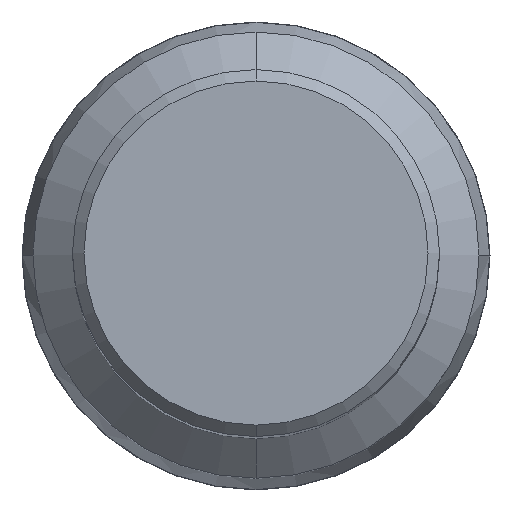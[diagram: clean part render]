
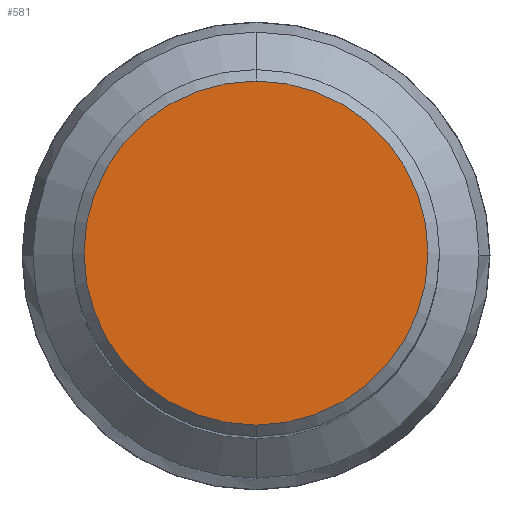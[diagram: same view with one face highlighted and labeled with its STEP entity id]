
A CAD part, top view. The second image highlights one B-rep face of the part: STEP entity #581.
In plain terms, the highlighted planar face has unit normal (0, 0, 1).
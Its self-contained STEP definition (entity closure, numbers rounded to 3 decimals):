
#279=EDGE_CURVE('',#355,#405,#774,.T.);
#355=VERTEX_POINT('',#858);
#405=VERTEX_POINT('',#912);
#581=ADVANCED_FACE('',(#1104),#1105,.T.);
#715=EDGE_CURVE('',#405,#355,#1253,.T.);
#774=CIRCLE('',#1312,15.0);
#858=CARTESIAN_POINT('',(0.,-15.0,0.0));
#912=CARTESIAN_POINT('',(0.0,15.0,0.0));
#1104=FACE_OUTER_BOUND('',#1932,.T.);
#1105=PLANE('',#1933);
#1253=CIRCLE('',#2189,15.0);
#1312=AXIS2_PLACEMENT_3D('',#2254,#2255,#2256);
#1932=EDGE_LOOP('',(#2662,#2663));
#1933=AXIS2_PLACEMENT_3D('',#2664,#2665,#2666);
#2189=AXIS2_PLACEMENT_3D('',#2855,#2856,#2857);
#2254=CARTESIAN_POINT('',(0.0,0.0,0.0));
#2255=DIRECTION('',(0.0,0.0,-1.0));
#2256=DIRECTION('',(0.0,1.0,0.0));
#2662=ORIENTED_EDGE('',*,*,#715,.F.);
#2663=ORIENTED_EDGE('',*,*,#279,.F.);
#2664=CARTESIAN_POINT('',(0.0,7.5,0.0));
#2665=DIRECTION('',(-0.0,0.0,1.0));
#2666=DIRECTION('',(0.0,-1.0,0.0));
#2855=CARTESIAN_POINT('',(0.0,0.0,0.0));
#2856=DIRECTION('',(0.0,0.0,-1.0));
#2857=DIRECTION('',(0.0,1.0,0.0));
